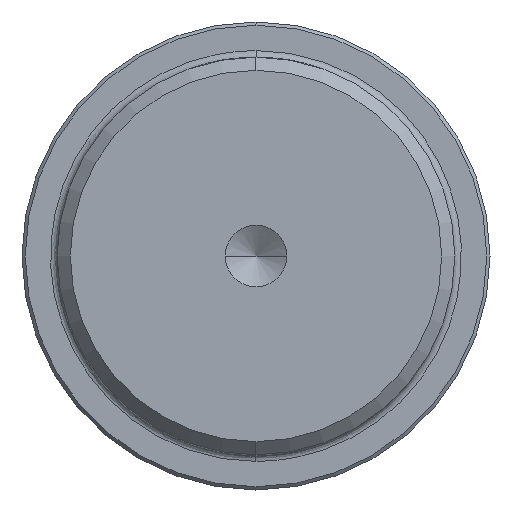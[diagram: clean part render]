
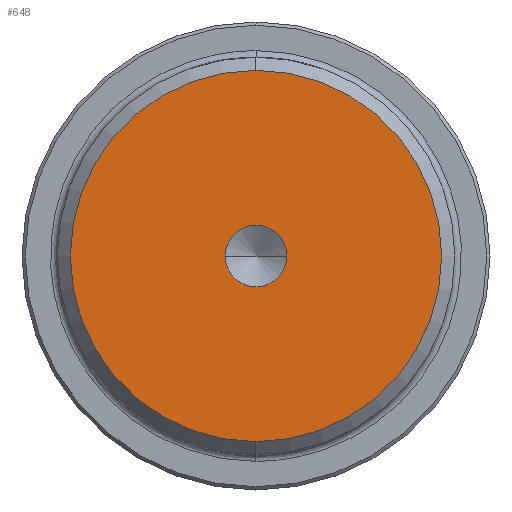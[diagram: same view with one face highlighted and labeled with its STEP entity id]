
A CAD part, left-side view. The second image highlights one B-rep face of the part: STEP entity #648.
In plain terms, the highlighted planar face has unit normal (-1, 0, 0).
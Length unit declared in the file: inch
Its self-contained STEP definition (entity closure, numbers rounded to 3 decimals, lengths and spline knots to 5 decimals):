
#88 = DIRECTION ( 'NONE',  ( 1., 0., 0. ) ) ;
#105 = AXIS2_PLACEMENT_3D ( 'NONE', #1781, #88, #1088 ) ;
#148 = CIRCLE ( 'NONE', #1787, 0.184 ) ;
#203 = ORIENTED_EDGE ( 'NONE', *, *, #821, .T. ) ;
#227 = CARTESIAN_POINT ( 'NONE',  ( 0., 0., -1.10876 ) ) ;
#254 = VERTEX_POINT ( 'NONE', #368 ) ;
#271 = EDGE_CURVE ( 'NONE', #254, #353, #1545, .T. ) ;
#299 = DIRECTION ( 'NONE',  ( 0., 0., 1. ) ) ;
#340 = EDGE_CURVE ( 'NONE', #353, #254, #973, .T. ) ;
#353 = VERTEX_POINT ( 'NONE', #227 ) ;
#368 = CARTESIAN_POINT ( 'NONE',  ( 0., 0., 1.10876 ) ) ;
#453 = CARTESIAN_POINT ( 'NONE',  ( 0., 0., 0. ) ) ;
#558 = AXIS2_PLACEMENT_3D ( 'NONE', #453, #1195, #809 ) ;
#568 = EDGE_LOOP ( 'NONE', ( #1540, #203 ) ) ;
#648 = ADVANCED_FACE ( 'NONE', ( #748, #1167 ), #757, .T. ) ;
#725 = DIRECTION ( 'NONE',  ( 1., 0., 0. ) ) ;
#748 = FACE_OUTER_BOUND ( 'NONE', #1804, .T. ) ;
#757 = PLANE ( 'NONE',  #558 ) ;
#782 = DIRECTION ( 'NONE',  ( 0., 0., -1. ) ) ;
#809 = DIRECTION ( 'NONE',  ( 0., 0., 1. ) ) ;
#821 = EDGE_CURVE ( 'NONE', #947, #1820, #148, .T. ) ;
#925 = CARTESIAN_POINT ( 'NONE',  ( 0., 0., 0.184 ) ) ;
#947 = VERTEX_POINT ( 'NONE', #1312 ) ;
#968 = DIRECTION ( 'NONE',  ( 0., 0., 1. ) ) ;
#973 = CIRCLE ( 'NONE', #1421, 1.10876 ) ;
#1088 = DIRECTION ( 'NONE',  ( 0., 0., -1. ) ) ;
#1167 = FACE_BOUND ( 'NONE', #568, .T. ) ;
#1195 = DIRECTION ( 'NONE',  ( -1., 0., 0. ) ) ;
#1312 = CARTESIAN_POINT ( 'NONE',  ( 0., 0., -0.184 ) ) ;
#1328 = EDGE_CURVE ( 'NONE', #1820, #947, #1379, .T. ) ;
#1372 = CARTESIAN_POINT ( 'NONE',  ( 0., 0., 0. ) ) ;
#1379 = CIRCLE ( 'NONE', #1496, 0.184 ) ;
#1421 = AXIS2_PLACEMENT_3D ( 'NONE', #1501, #1625, #782 ) ;
#1424 = ORIENTED_EDGE ( 'NONE', *, *, #271, .F. ) ;
#1430 = CARTESIAN_POINT ( 'NONE',  ( 0., 0., 0. ) ) ;
#1488 = ORIENTED_EDGE ( 'NONE', *, *, #340, .F. ) ;
#1496 = AXIS2_PLACEMENT_3D ( 'NONE', #1430, #725, #299 ) ;
#1501 = CARTESIAN_POINT ( 'NONE',  ( 0., 0., 0. ) ) ;
#1531 = DIRECTION ( 'NONE',  ( 1., 0., 0. ) ) ;
#1540 = ORIENTED_EDGE ( 'NONE', *, *, #1328, .T. ) ;
#1545 = CIRCLE ( 'NONE', #105, 1.10876 ) ;
#1625 = DIRECTION ( 'NONE',  ( 1., 0., 0. ) ) ;
#1781 = CARTESIAN_POINT ( 'NONE',  ( 0., 0., 0. ) ) ;
#1787 = AXIS2_PLACEMENT_3D ( 'NONE', #1372, #1531, #968 ) ;
#1804 = EDGE_LOOP ( 'NONE', ( #1488, #1424 ) ) ;
#1820 = VERTEX_POINT ( 'NONE', #925 ) ;
